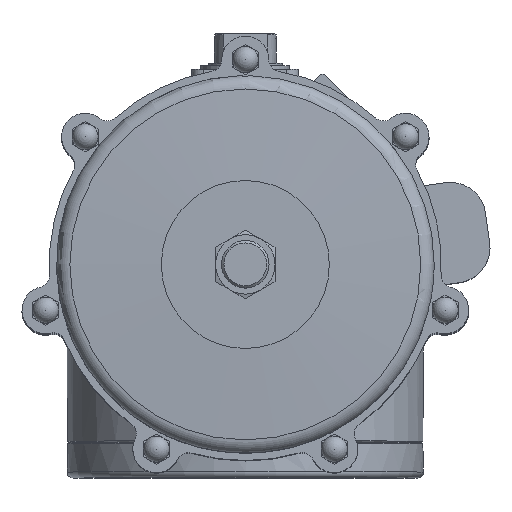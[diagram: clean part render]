
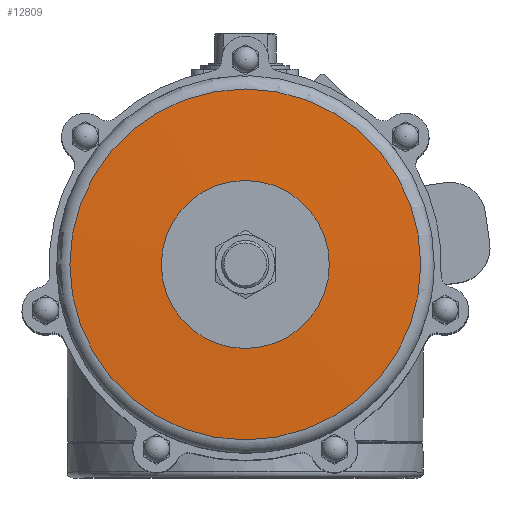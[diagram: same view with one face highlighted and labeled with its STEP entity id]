
A CAD part, top view. The second image highlights one B-rep face of the part: STEP entity #12809.
In plain terms, the highlighted spherical face has radius 2501 mm.
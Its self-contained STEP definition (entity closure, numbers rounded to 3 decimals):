
#30=SPHERICAL_SURFACE('',#13833,2501.);
#2933=CIRCLE('',#13583,147.709);
#3103=CIRCLE('',#13832,70.718);
#4241=ORIENTED_EDGE('',*,*,#7496,.T.);
#4242=ORIENTED_EDGE('',*,*,#7901,.F.);
#7496=EDGE_CURVE('',#9408,#9408,#2933,.T.);
#7901=EDGE_CURVE('',#9735,#9735,#3103,.T.);
#9408=VERTEX_POINT('',#19349);
#9735=VERTEX_POINT('',#20604);
#10889=EDGE_LOOP('',(#4241));
#10890=EDGE_LOOP('',(#4242));
#11861=FACE_BOUND('',#10889,.T.);
#11862=FACE_BOUND('',#10890,.T.);
#12809=ADVANCED_FACE('',(#11861,#11862),#30,.T.);
#13583=AXIS2_PLACEMENT_3D('',#19348,#15146,#15147);
#13832=AXIS2_PLACEMENT_3D('',#20603,#15782,#15783);
#13833=AXIS2_PLACEMENT_3D('',#20605,#15784,#15785);
#15146=DIRECTION('',(0.,0.,1.));
#15147=DIRECTION('',(1.,0.,0.));
#15782=DIRECTION('',(0.,0.,1.));
#15783=DIRECTION('',(1.,0.,0.));
#15784=DIRECTION('',(0.,0.,1.));
#15785=DIRECTION('',(1.,0.,0.));
#19348=CARTESIAN_POINT('',(0.,0.,435.134));
#19349=CARTESIAN_POINT('',(147.709,0.,435.134));
#20603=CARTESIAN_POINT('',(0.,0.,438.5));
#20604=CARTESIAN_POINT('',(70.718,0.,438.5));
#20605=CARTESIAN_POINT('',(0.,0.,-2061.5));
